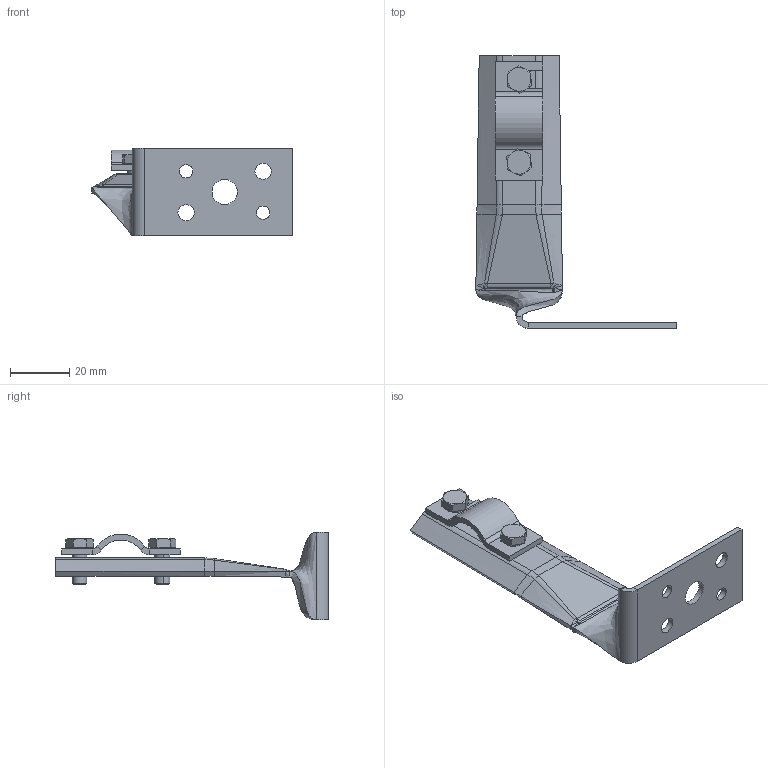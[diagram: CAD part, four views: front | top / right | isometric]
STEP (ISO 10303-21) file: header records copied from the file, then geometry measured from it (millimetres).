
FILE_DESCRIPTION (( 'STEP AP203' ), '1' );
FILE_NAME ('0508 Óãëîâîé äåðæàòåëü, âûñîòà Í-7 (ñì).STEP', '2024-03-05T09:20:23', ( '' ), ( '' ), 'SwSTEP 2.0', 'SolidWorks 2022', '' );
FILE_SCHEMA (( 'CONFIG_CONTROL_DESIGN' ));
Length unit declared in the file: millimetre
Products named in the file (4): 0508 Угловой держатель, высота Н-7 (см); 0711.001 Прижим; hex screw gradeab_iso_ISO 4017 - M5 x 12-N; 0508.001 Держатель
Assembly tree (4 placements, depth 2):
  0508 Угловой держатель, высота Н-7 (см)
    0508.001 Держатель
    0711.001 Прижим
    hex screw gradeab_iso_ISO 4017 - M5 x 12-N  x2
Bounding box: 67.62 x 92.02 x 29.5 mm (x, y, z)
Volume: 10272.8 mm3; surface area: 11487.4 mm2
Topology: 4 solids, 4 shells, 200 faces, 444 edges, 252 vertices
Faces by surface type: bspline 72, plane 64, cylinder 36, cone 16, sphere 8, torus 4
Entity records: 9039 total; most frequent: CARTESIAN_POINT 5334, ORIENTED_EDGE 760, DIRECTION 542, EDGE_CURVE 380, AXIS2_PLACEMENT_3D 220, VERTEX_POINT 218, EDGE_LOOP 186, FACE_OUTER_BOUND 169
